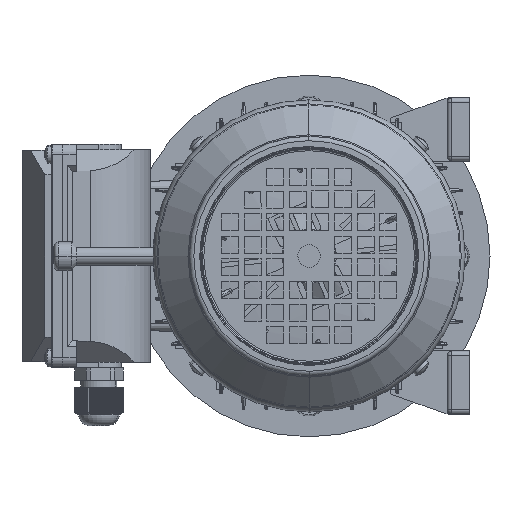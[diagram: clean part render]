
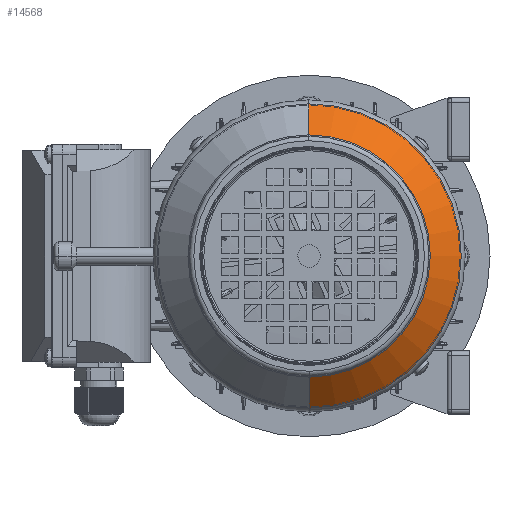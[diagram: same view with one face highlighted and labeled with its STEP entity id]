
A CAD part, left-side view. The second image highlights one B-rep face of the part: STEP entity #14568.
In plain terms, the highlighted conical face has half-angle 45 degrees and reference radius 53.586 mm.
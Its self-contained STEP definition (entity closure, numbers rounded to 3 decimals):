
#2167 = CARTESIAN_POINT ( 'NONE',  ( 110.707, 0., -67.293 ) ) ;
#5829 = LINE ( 'NONE', #132058, #130466 ) ;
#14568 = ADVANCED_FACE ( 'NONE', ( #70687 ), #101333, .T. ) ;
#18763 = DIRECTION ( 'NONE',  ( 0., 0., 1. ) ) ;
#20231 = VERTEX_POINT ( 'NONE', #2167 ) ;
#25471 = ORIENTED_EDGE ( 'NONE', *, *, #26642, .F. ) ;
#26642 = EDGE_CURVE ( 'NONE', #119629, #20231, #5829, .T. ) ;
#33133 = DIRECTION ( 'NONE',  ( -1., 0., 0. ) ) ;
#36172 = CARTESIAN_POINT ( 'NONE',  ( 110.707, 0., 67.293 ) ) ;
#38798 = VERTEX_POINT ( 'NONE', #93213 ) ;
#47522 = CARTESIAN_POINT ( 'NONE',  ( 124.414, 0., 0. ) ) ;
#49572 = AXIS2_PLACEMENT_3D ( 'NONE', #103983, #89595, #75212 ) ;
#50327 = DIRECTION ( 'NONE',  ( 0., 0., 1. ) ) ;
#64769 = DIRECTION ( 'NONE',  ( -1., 0., 0. ) ) ;
#70037 = ORIENTED_EDGE ( 'NONE', *, *, #128261, .T. ) ;
#70239 = ORIENTED_EDGE ( 'NONE', *, *, #137708, .F. ) ;
#70687 = FACE_OUTER_BOUND ( 'NONE', #77549, .T. ) ;
#74360 = AXIS2_PLACEMENT_3D ( 'NONE', #47522, #33133, #18763 ) ;
#75212 = DIRECTION ( 'NONE',  ( 0., 0., 1. ) ) ;
#77549 = EDGE_LOOP ( 'NONE', ( #25471, #124260, #70037, #70239 ) ) ;
#79190 = CARTESIAN_POINT ( 'NONE',  ( 124.414, 0., 0. ) ) ;
#89595 = DIRECTION ( 'NONE',  ( -1., 0., 0. ) ) ;
#90794 = CARTESIAN_POINT ( 'NONE',  ( 124.414, 0., -53.586 ) ) ;
#91027 = DIRECTION ( 'NONE',  ( -0.707, 0., 0.707 ) ) ;
#93213 = CARTESIAN_POINT ( 'NONE',  ( 124.414, 0., 53.586 ) ) ;
#101075 = EDGE_CURVE ( 'NONE', #119629, #38798, #110283, .T. ) ;
#101333 = CONICAL_SURFACE ( 'NONE', #74360, 53.586, 0.785 ) ;
#103983 = CARTESIAN_POINT ( 'NONE',  ( 110.707, 0., 0. ) ) ;
#105427 = CARTESIAN_POINT ( 'NONE',  ( 124.414, 0., 53.586 ) ) ;
#110283 = CIRCLE ( 'NONE', #129333, 53.586 ) ;
#114570 = VECTOR ( 'NONE', #91027, 1000. ) ;
#115140 = VERTEX_POINT ( 'NONE', #36172 ) ;
#117653 = DIRECTION ( 'NONE',  ( -0.707, 0., -0.707 ) ) ;
#119629 = VERTEX_POINT ( 'NONE', #90794 ) ;
#119795 = LINE ( 'NONE', #105427, #114570 ) ;
#120946 = CIRCLE ( 'NONE', #49572, 67.293 ) ;
#124260 = ORIENTED_EDGE ( 'NONE', *, *, #101075, .T. ) ;
#128261 = EDGE_CURVE ( 'NONE', #38798, #115140, #119795, .T. ) ;
#129333 = AXIS2_PLACEMENT_3D ( 'NONE', #79190, #64769, #50327 ) ;
#130466 = VECTOR ( 'NONE', #117653, 1000. ) ;
#132058 = CARTESIAN_POINT ( 'NONE',  ( 124.414, 0., -53.586 ) ) ;
#137708 = EDGE_CURVE ( 'NONE', #20231, #115140, #120946, .T. ) ;
